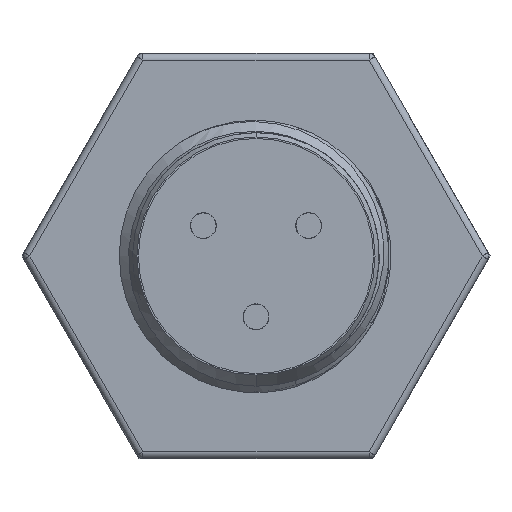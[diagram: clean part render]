
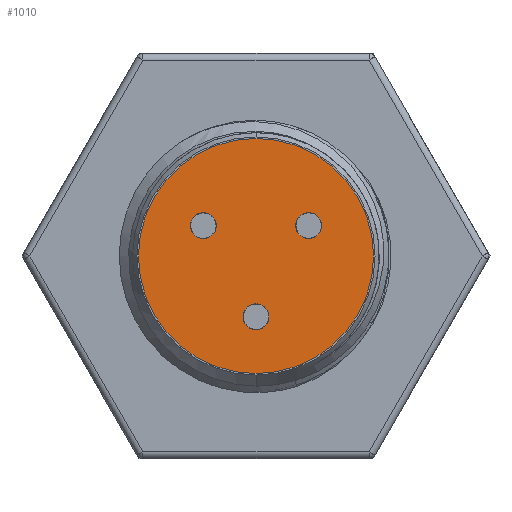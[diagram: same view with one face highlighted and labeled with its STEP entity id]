
A CAD part, front view. The second image highlights one B-rep face of the part: STEP entity #1010.
In plain terms, the highlighted planar face has unit normal (0, -1, 0).
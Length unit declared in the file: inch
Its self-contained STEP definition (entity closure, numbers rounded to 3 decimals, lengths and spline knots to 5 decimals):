
#370 = AXIS2_PLACEMENT_3D ( 'NONE', #14787, #14788, #14789 ) ;
#371 = AXIS2_PLACEMENT_3D ( 'NONE', #14790, #14791, #14792 ) ;
#381 = AXIS2_PLACEMENT_3D ( 'NONE', #14833, #14834, #14835 ) ;
#1010 = ADVANCED_FACE ( 'NONE', ( #5942, #5945, #5941, #5940 ), #16140, .T. ) ;
#2296 = EDGE_CURVE ( 'NONE', #11975, #11963, #6275, .T. ) ;
#2297 = EDGE_CURVE ( 'NONE', #11965, #11968, #6277, .T. ) ;
#2313 = EDGE_CURVE ( 'NONE', #12049, #12048, #6299, .T. ) ;
#3430 = CIRCLE ( 'NONE', #12129, 0.435 ) ;
#4514 = CARTESIAN_POINT ( 'NONE',  ( 0., -2.415, 0. ) ) ;
#4515 = DIRECTION ( 'NONE',  ( 0., -1., 0. ) ) ;
#4516 = DIRECTION ( 'NONE',  ( 0.5, 0., 0.866 ) ) ;
#5436 = CARTESIAN_POINT ( 'NONE',  ( -0.024, -2.415, -0.26657 ) ) ;
#5438 = CARTESIAN_POINT ( 'NONE',  ( 0.21886, -2.415, 0.15407 ) ) ;
#5441 = CARTESIAN_POINT ( 'NONE',  ( 0.17086, -2.415, 0.07093 ) ) ;
#5448 = CARTESIAN_POINT ( 'NONE',  ( 0.024, -2.415, -0.18343 ) ) ;
#5512 = CARTESIAN_POINT ( 'NONE',  ( -0.2175, -2.415, -0.37672 ) ) ;
#5513 = CARTESIAN_POINT ( 'NONE',  ( 0.2175, -2.415, 0.37672 ) ) ;
#5521 = CARTESIAN_POINT ( 'NONE',  ( -0.21886, -2.415, 0.07093 ) ) ;
#5522 = CARTESIAN_POINT ( 'NONE',  ( -0.17086, -2.415, 0.15407 ) ) ;
#5940 = FACE_OUTER_BOUND ( 'NONE', #11859, .T. ) ;
#5941 = FACE_BOUND ( 'NONE', #11845, .T. ) ;
#5942 = FACE_BOUND ( 'NONE', #11858, .T. ) ;
#5945 = FACE_BOUND ( 'NONE', #11860, .T. ) ;
#6275 = CIRCLE ( 'NONE', #370, 0.048 ) ;
#6277 = CIRCLE ( 'NONE', #371, 0.048 ) ;
#6299 = CIRCLE ( 'NONE', #381, 0.048 ) ;
#9321 = AXIS2_PLACEMENT_3D ( 'NONE', #16138, #16132, #16141 ) ;
#10356 = CARTESIAN_POINT ( 'NONE',  ( 0., -2.415, -0.225 ) ) ;
#10357 = DIRECTION ( 'NONE',  ( 0., 1., 0. ) ) ;
#10358 = DIRECTION ( 'NONE',  ( 1., 0., 0. ) ) ;
#10359 = CARTESIAN_POINT ( 'NONE',  ( 0.19486, -2.415, 0.1125 ) ) ;
#10360 = DIRECTION ( 'NONE',  ( 0., 1., 0. ) ) ;
#10361 = DIRECTION ( 'NONE',  ( -0.5, 0., 0.866 ) ) ;
#10362 = CARTESIAN_POINT ( 'NONE',  ( -0.19486, -2.415, 0.1125 ) ) ;
#10363 = DIRECTION ( 'NONE',  ( 0., 1., 0. ) ) ;
#10364 = DIRECTION ( 'NONE',  ( -0.5, 0., -0.866 ) ) ;
#10365 = CARTESIAN_POINT ( 'NONE',  ( 0., -2.415, 0. ) ) ;
#10366 = DIRECTION ( 'NONE',  ( 0., -1., 0. ) ) ;
#10367 = DIRECTION ( 'NONE',  ( 0.5, 0., 0.866 ) ) ;
#11845 = EDGE_LOOP ( 'NONE', ( #13115, #13114 ) ) ;
#11858 = EDGE_LOOP ( 'NONE', ( #13119, #13118 ) ) ;
#11859 = EDGE_LOOP ( 'NONE', ( #13113, #13112 ) ) ;
#11860 = EDGE_LOOP ( 'NONE', ( #13117, #13116 ) ) ;
#11963 = VERTEX_POINT ( 'NONE', #5436 ) ;
#11965 = VERTEX_POINT ( 'NONE', #5438 ) ;
#11968 = VERTEX_POINT ( 'NONE', #5441 ) ;
#11975 = VERTEX_POINT ( 'NONE', #5448 ) ;
#12039 = VERTEX_POINT ( 'NONE', #5512 ) ;
#12040 = VERTEX_POINT ( 'NONE', #5513 ) ;
#12048 = VERTEX_POINT ( 'NONE', #5521 ) ;
#12049 = VERTEX_POINT ( 'NONE', #5522 ) ;
#12129 = AXIS2_PLACEMENT_3D ( 'NONE', #4514, #4515, #4516 ) ;
#12193 = AXIS2_PLACEMENT_3D ( 'NONE', #10356, #10357, #10358 ) ;
#12194 = AXIS2_PLACEMENT_3D ( 'NONE', #10359, #10360, #10361 ) ;
#12195 = AXIS2_PLACEMENT_3D ( 'NONE', #10362, #10363, #10364 ) ;
#12196 = AXIS2_PLACEMENT_3D ( 'NONE', #10365, #10366, #10367 ) ;
#13112 = ORIENTED_EDGE ( 'NONE', *, *, #15608, .T. ) ;
#13113 = ORIENTED_EDGE ( 'NONE', *, *, #13762, .T. ) ;
#13114 = ORIENTED_EDGE ( 'NONE', *, *, #2313, .T. ) ;
#13115 = ORIENTED_EDGE ( 'NONE', *, *, #15607, .T. ) ;
#13116 = ORIENTED_EDGE ( 'NONE', *, *, #2297, .T. ) ;
#13117 = ORIENTED_EDGE ( 'NONE', *, *, #15606, .T. ) ;
#13118 = ORIENTED_EDGE ( 'NONE', *, *, #2296, .T. ) ;
#13119 = ORIENTED_EDGE ( 'NONE', *, *, #15605, .T. ) ;
#13762 = EDGE_CURVE ( 'NONE', #12040, #12039, #3430, .T. ) ;
#14787 = CARTESIAN_POINT ( 'NONE',  ( 0., -2.415, -0.225 ) ) ;
#14788 = DIRECTION ( 'NONE',  ( 0., 1., 0. ) ) ;
#14789 = DIRECTION ( 'NONE',  ( 1., 0., 0. ) ) ;
#14790 = CARTESIAN_POINT ( 'NONE',  ( 0.19486, -2.415, 0.1125 ) ) ;
#14791 = DIRECTION ( 'NONE',  ( 0., 1., 0. ) ) ;
#14792 = DIRECTION ( 'NONE',  ( -0.5, 0., 0.866 ) ) ;
#14833 = CARTESIAN_POINT ( 'NONE',  ( -0.19486, -2.415, 0.1125 ) ) ;
#14834 = DIRECTION ( 'NONE',  ( 0., 1., 0. ) ) ;
#14835 = DIRECTION ( 'NONE',  ( -0.5, 0., -0.866 ) ) ;
#15133 = CIRCLE ( 'NONE', #12193, 0.048 ) ;
#15134 = CIRCLE ( 'NONE', #12194, 0.048 ) ;
#15135 = CIRCLE ( 'NONE', #12195, 0.048 ) ;
#15136 = CIRCLE ( 'NONE', #12196, 0.435 ) ;
#15605 = EDGE_CURVE ( 'NONE', #11963, #11975, #15133, .T. ) ;
#15606 = EDGE_CURVE ( 'NONE', #11968, #11965, #15134, .T. ) ;
#15607 = EDGE_CURVE ( 'NONE', #12048, #12049, #15135, .T. ) ;
#15608 = EDGE_CURVE ( 'NONE', #12039, #12040, #15136, .T. ) ;
#16132 = DIRECTION ( 'NONE',  ( 0., -1., 0. ) ) ;
#16138 = CARTESIAN_POINT ( 'NONE',  ( 0., -2.415, 0. ) ) ;
#16140 = PLANE ( 'NONE',  #9321 ) ;
#16141 = DIRECTION ( 'NONE',  ( 0.5, 0., 0.866 ) ) ;
